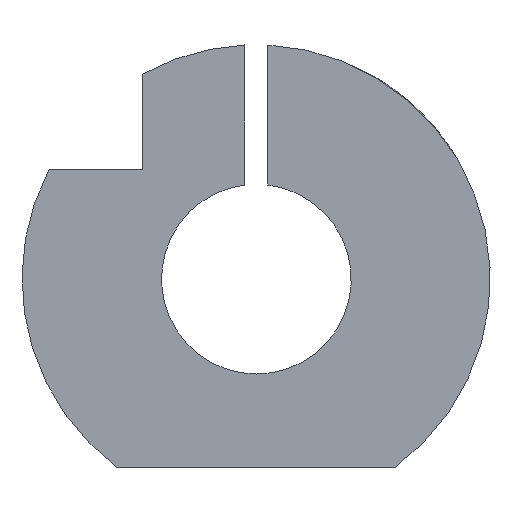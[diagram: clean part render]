
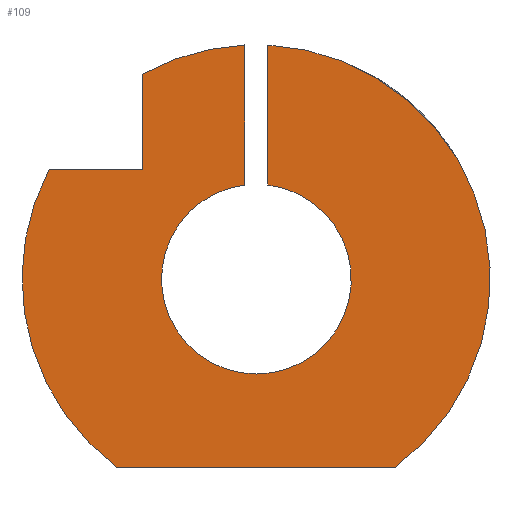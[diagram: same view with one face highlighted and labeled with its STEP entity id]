
A CAD part, front view. The second image highlights one B-rep face of the part: STEP entity #109.
In plain terms, the highlighted planar face has unit normal (0, -1, 0).
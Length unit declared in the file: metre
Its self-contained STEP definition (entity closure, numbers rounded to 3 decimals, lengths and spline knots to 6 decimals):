
#5 = DIRECTION ( 'NONE',  ( 0., 0., 1. ) ) ;
#12 = ORIENTED_EDGE ( 'NONE', *, *, #314, .T. ) ;
#15 = DIRECTION ( 'NONE',  ( 0., 0., -1. ) ) ;
#16 = DIRECTION ( 'NONE',  ( 0., 0., 1. ) ) ;
#26 = ORIENTED_EDGE ( 'NONE', *, *, #89, .T. ) ;
#28 = CIRCLE ( 'NONE', #283, 0.012465 ) ;
#29 = EDGE_CURVE ( 'NONE', #114, #322, #349, .T. ) ;
#39 = VERTEX_POINT ( 'NONE', #723 ) ;
#46 = VECTOR ( 'NONE', #15, 1. ) ;
#47 = CIRCLE ( 'NONE', #210, 0.00505 ) ;
#61 = AXIS2_PLACEMENT_3D ( 'NONE', #147, #444, #555 ) ;
#62 = DIRECTION ( 'NONE',  ( 0., 0., 1. ) ) ;
#84 = VERTEX_POINT ( 'NONE', #328 ) ;
#89 = EDGE_CURVE ( 'NONE', #591, #477, #28, .T. ) ;
#92 = CARTESIAN_POINT ( 'NONE',  ( 0., 0.014922, 0. ) ) ;
#102 = EDGE_CURVE ( 'NONE', #192, #591, #374, .T. ) ;
#109 = ADVANCED_FACE ( 'NONE', ( #671 ), #435, .F. ) ;
#114 = VERTEX_POINT ( 'NONE', #318 ) ;
#131 = DIRECTION ( 'NONE',  ( 0., 0., 1. ) ) ;
#139 = CIRCLE ( 'NONE', #660, 0.012465 ) ;
#147 = CARTESIAN_POINT ( 'NONE',  ( 0.009197, 0.014922, -0.013907 ) ) ;
#149 = VECTOR ( 'NONE', #62, 1. ) ;
#166 = CIRCLE ( 'NONE', #457, 0.00505 ) ;
#169 = VERTEX_POINT ( 'NONE', #411 ) ;
#177 = DIRECTION ( 'NONE',  ( 0., 1., 0. ) ) ;
#183 = EDGE_CURVE ( 'NONE', #687, #322, #523, .T. ) ;
#186 = DIRECTION ( 'NONE',  ( 0., -1., 0. ) ) ;
#192 = VERTEX_POINT ( 'NONE', #243 ) ;
#210 = AXIS2_PLACEMENT_3D ( 'NONE', #215, #177, #5 ) ;
#215 = CARTESIAN_POINT ( 'NONE',  ( 0.000015, 0.014922, -0.000015 ) ) ;
#228 = LINE ( 'NONE', #643, #257 ) ;
#243 = CARTESIAN_POINT ( 'NONE',  ( -0.006061, 0.014922, 0.005824 ) ) ;
#247 = DIRECTION ( 'NONE',  ( 0., 1., 0. ) ) ;
#257 = VECTOR ( 'NONE', #463, 1. ) ;
#281 = CARTESIAN_POINT ( 'NONE',  ( -0.007422, 0.014922, -0.010015 ) ) ;
#283 = AXIS2_PLACEMENT_3D ( 'NONE', #92, #334, #549 ) ;
#286 = EDGE_CURVE ( 'NONE', #39, #341, #649, .T. ) ;
#293 = EDGE_CURVE ( 'NONE', #39, #84, #139, .T. ) ;
#309 = ORIENTED_EDGE ( 'NONE', *, *, #516, .T. ) ;
#310 = DIRECTION ( 'NONE',  ( 0., 0., 1. ) ) ;
#314 = EDGE_CURVE ( 'NONE', #687, #169, #166, .T. ) ;
#318 = CARTESIAN_POINT ( 'NONE',  ( 0.007422, 0.014922, -0.010015 ) ) ;
#322 = VERTEX_POINT ( 'NONE', #717 ) ;
#324 = DIRECTION ( 'NONE',  ( -1., 0., 0. ) ) ;
#328 = CARTESIAN_POINT ( 'NONE',  ( -0.006061, 0.014922, 0.010892 ) ) ;
#334 = DIRECTION ( 'NONE',  ( 0., -1., 0. ) ) ;
#336 = ORIENTED_EDGE ( 'NONE', *, *, #183, .F. ) ;
#341 = VERTEX_POINT ( 'NONE', #603 ) ;
#349 = CIRCLE ( 'NONE', #540, 0.012465 ) ;
#354 = CARTESIAN_POINT ( 'NONE',  ( 0.000626, 0.014922, 0.004998 ) ) ;
#374 = LINE ( 'NONE', #727, #712 ) ;
#411 = CARTESIAN_POINT ( 'NONE',  ( 0.000015, 0.014922, -0.005065 ) ) ;
#434 = LINE ( 'NONE', #670, #613 ) ;
#435 = PLANE ( 'NONE',  #61 ) ;
#444 = DIRECTION ( 'NONE',  ( 0., 1., 0. ) ) ;
#445 = EDGE_CURVE ( 'NONE', #477, #114, #434, .T. ) ;
#457 = AXIS2_PLACEMENT_3D ( 'NONE', #541, #247, #310 ) ;
#463 = DIRECTION ( 'NONE',  ( 0., 0., -1. ) ) ;
#475 = EDGE_CURVE ( 'NONE', #169, #341, #47, .T. ) ;
#477 = VERTEX_POINT ( 'NONE', #281 ) ;
#493 = ORIENTED_EDGE ( 'NONE', *, *, #293, .T. ) ;
#511 = CARTESIAN_POINT ( 'NONE',  ( 0.000626, 0.014922, 0.004998 ) ) ;
#516 = EDGE_CURVE ( 'NONE', #84, #192, #228, .T. ) ;
#523 = LINE ( 'NONE', #354, #149 ) ;
#525 = ORIENTED_EDGE ( 'NONE', *, *, #475, .T. ) ;
#526 = CARTESIAN_POINT ( 'NONE',  ( -0.011021, 0.014922, 0.005824 ) ) ;
#540 = AXIS2_PLACEMENT_3D ( 'NONE', #707, #645, #16 ) ;
#541 = CARTESIAN_POINT ( 'NONE',  ( 0.000015, 0.014922, -0.000015 ) ) ;
#549 = DIRECTION ( 'NONE',  ( 0., 0., 1. ) ) ;
#552 = ORIENTED_EDGE ( 'NONE', *, *, #102, .T. ) ;
#555 = DIRECTION ( 'NONE',  ( 0., 0., 1. ) ) ;
#575 = EDGE_LOOP ( 'NONE', ( #309, #552, #26, #595, #586, #336, #12, #525, #596, #493 ) ) ;
#586 = ORIENTED_EDGE ( 'NONE', *, *, #29, .T. ) ;
#591 = VERTEX_POINT ( 'NONE', #526 ) ;
#595 = ORIENTED_EDGE ( 'NONE', *, *, #445, .T. ) ;
#596 = ORIENTED_EDGE ( 'NONE', *, *, #286, .F. ) ;
#603 = CARTESIAN_POINT ( 'NONE',  ( -0.000596, 0.014922, 0.004998 ) ) ;
#613 = VECTOR ( 'NONE', #666, 1. ) ;
#643 = CARTESIAN_POINT ( 'NONE',  ( -0.006061, 0.014922, 0. ) ) ;
#645 = DIRECTION ( 'NONE',  ( 0., -1., 0. ) ) ;
#649 = LINE ( 'NONE', #659, #46 ) ;
#657 = CARTESIAN_POINT ( 'NONE',  ( 0., 0.014922, 0. ) ) ;
#659 = CARTESIAN_POINT ( 'NONE',  ( -0.000596, 0.014922, 0.004998 ) ) ;
#660 = AXIS2_PLACEMENT_3D ( 'NONE', #657, #186, #131 ) ;
#666 = DIRECTION ( 'NONE',  ( 1., 0., 0. ) ) ;
#670 = CARTESIAN_POINT ( 'NONE',  ( -0.009985, 0.014922, -0.010015 ) ) ;
#671 = FACE_OUTER_BOUND ( 'NONE', #575, .T. ) ;
#687 = VERTEX_POINT ( 'NONE', #511 ) ;
#707 = CARTESIAN_POINT ( 'NONE',  ( 0., 0.014922, 0. ) ) ;
#712 = VECTOR ( 'NONE', #324, 1. ) ;
#717 = CARTESIAN_POINT ( 'NONE',  ( 0.000626, 0.014922, 0.01245 ) ) ;
#723 = CARTESIAN_POINT ( 'NONE',  ( -0.000596, 0.014922, 0.012451 ) ) ;
#727 = CARTESIAN_POINT ( 'NONE',  ( -0.006061, 0.014922, 0.005824 ) ) ;
